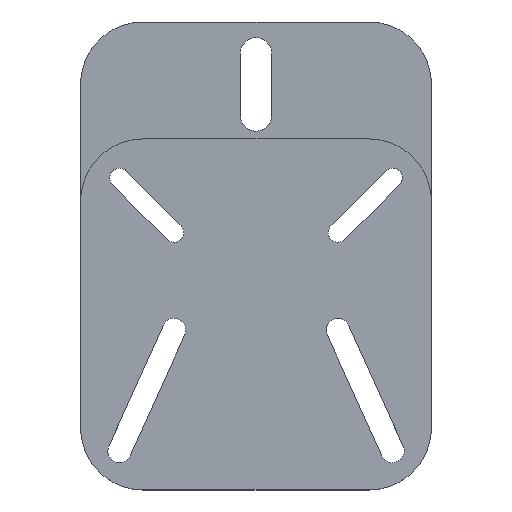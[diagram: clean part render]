
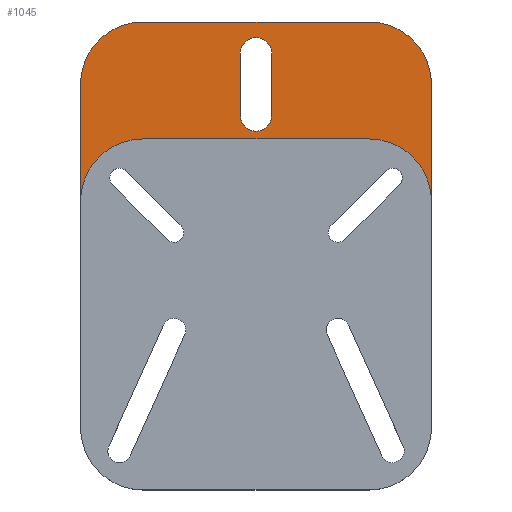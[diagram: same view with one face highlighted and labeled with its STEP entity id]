
A CAD part, top view. The second image highlights one B-rep face of the part: STEP entity #1045.
In plain terms, the highlighted planar face has unit normal (0, 0, 1).
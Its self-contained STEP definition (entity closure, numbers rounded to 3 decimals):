
#19 = VERTEX_POINT ( 'NONE', #1592 ) ;
#73 = DIRECTION ( 'NONE',  ( 0., -1., 0. ) ) ;
#83 = LINE ( 'NONE', #1875, #923 ) ;
#92 = CIRCLE ( 'NONE', #1903, 8. ) ;
#124 = PLANE ( 'NONE',  #1729 ) ;
#163 = CIRCLE ( 'NONE', #1187, 8. ) ;
#167 = FACE_OUTER_BOUND ( 'NONE', #1078, .T. ) ;
#174 = DIRECTION ( 'NONE',  ( 0., 1., 0. ) ) ;
#185 = DIRECTION ( 'NONE',  ( 0., 0., -1. ) ) ;
#189 = VECTOR ( 'NONE', #701, 1000. ) ;
#199 = ORIENTED_EDGE ( 'NONE', *, *, #1340, .F. ) ;
#222 = VERTEX_POINT ( 'NONE', #824 ) ;
#227 = DIRECTION ( 'NONE',  ( -1., 0., 0. ) ) ;
#230 = CARTESIAN_POINT ( 'NONE',  ( -14.5, 22., 4. ) ) ;
#234 = CIRCLE ( 'NONE', #1414, 2. ) ;
#251 = ORIENTED_EDGE ( 'NONE', *, *, #1701, .T. ) ;
#264 = ORIENTED_EDGE ( 'NONE', *, *, #2007, .T. ) ;
#319 = ORIENTED_EDGE ( 'NONE', *, *, #1686, .F. ) ;
#320 = CARTESIAN_POINT ( 'NONE',  ( 0., 26., 4. ) ) ;
#331 = EDGE_CURVE ( 'NONE', #880, #1922, #946, .T. ) ;
#334 = EDGE_CURVE ( 'NONE', #1155, #341, #780, .T. ) ;
#341 = VERTEX_POINT ( 'NONE', #2056 ) ;
#383 = VERTEX_POINT ( 'NONE', #1392 ) ;
#386 = LINE ( 'NONE', #1670, #1185 ) ;
#416 = LINE ( 'NONE', #884, #189 ) ;
#427 = DIRECTION ( 'NONE',  ( 1., 0., 0. ) ) ;
#430 = ORIENTED_EDGE ( 'NONE', *, *, #1395, .T. ) ;
#441 = DIRECTION ( 'NONE',  ( 1., 0., 0. ) ) ;
#445 = ORIENTED_EDGE ( 'NONE', *, *, #1577, .T. ) ;
#450 = EDGE_CURVE ( 'NONE', #504, #1922, #234, .T. ) ;
#476 = DIRECTION ( 'NONE',  ( 0., -1., 0. ) ) ;
#504 = VERTEX_POINT ( 'NONE', #1561 ) ;
#560 = CARTESIAN_POINT ( 'NONE',  ( 2., 18., 4. ) ) ;
#563 = DIRECTION ( 'NONE',  ( 1., 0., 0. ) ) ;
#600 = DIRECTION ( 'NONE',  ( 0., 0., 1. ) ) ;
#616 = DIRECTION ( 'NONE',  ( 0., 0., 1. ) ) ;
#628 = VERTEX_POINT ( 'NONE', #1008 ) ;
#650 = CARTESIAN_POINT ( 'NONE',  ( -22.5, 0., 4. ) ) ;
#701 = DIRECTION ( 'NONE',  ( 0., 1., 0. ) ) ;
#720 = CARTESIAN_POINT ( 'NONE',  ( 14.5, 22., 4. ) ) ;
#736 = EDGE_LOOP ( 'NONE', ( #1004, #199, #319, #952 ) ) ;
#748 = ORIENTED_EDGE ( 'NONE', *, *, #1940, .T. ) ;
#760 = VECTOR ( 'NONE', #174, 1000. ) ;
#777 = VERTEX_POINT ( 'NONE', #1627 ) ;
#780 = LINE ( 'NONE', #955, #1416 ) ;
#810 = EDGE_CURVE ( 'NONE', #222, #898, #967, .T. ) ;
#824 = CARTESIAN_POINT ( 'NONE',  ( -22.5, 7., 4. ) ) ;
#831 = ORIENTED_EDGE ( 'NONE', *, *, #334, .F. ) ;
#849 = VERTEX_POINT ( 'NONE', #1619 ) ;
#880 = VERTEX_POINT ( 'NONE', #1893 ) ;
#884 = CARTESIAN_POINT ( 'NONE',  ( 22.5, 0., 4. ) ) ;
#887 = CIRCLE ( 'NONE', #1695, 8. ) ;
#898 = VERTEX_POINT ( 'NONE', #1263 ) ;
#923 = VECTOR ( 'NONE', #73, 1000. ) ;
#941 = DIRECTION ( 'NONE',  ( 1., 0., 0. ) ) ;
#946 = LINE ( 'NONE', #1736, #1135 ) ;
#952 = ORIENTED_EDGE ( 'NONE', *, *, #331, .T. ) ;
#955 = CARTESIAN_POINT ( 'NONE',  ( 0., 15., 4. ) ) ;
#958 = AXIS2_PLACEMENT_3D ( 'NONE', #320, #616, #1252 ) ;
#967 = LINE ( 'NONE', #650, #760 ) ;
#982 = ORIENTED_EDGE ( 'NONE', *, *, #1852, .T. ) ;
#991 = AXIS2_PLACEMENT_3D ( 'NONE', #1784, #185, #1157 ) ;
#1004 = ORIENTED_EDGE ( 'NONE', *, *, #450, .F. ) ;
#1008 = CARTESIAN_POINT ( 'NONE',  ( 22.5, 7., 4. ) ) ;
#1045 = ADVANCED_FACE ( 'NONE', ( #2075, #167 ), #124, .T. ) ;
#1078 = EDGE_LOOP ( 'NONE', ( #264, #445, #1674, #251, #831, #982, #748, #430 ) ) ;
#1079 = DIRECTION ( 'NONE',  ( 0., 0., -1. ) ) ;
#1105 = CARTESIAN_POINT ( 'NONE',  ( -14.5, 7., 4. ) ) ;
#1107 = DIRECTION ( 'NONE',  ( -1., 0., 0. ) ) ;
#1135 = VECTOR ( 'NONE', #476, 1000. ) ;
#1155 = VERTEX_POINT ( 'NONE', #1640 ) ;
#1157 = DIRECTION ( 'NONE',  ( 1., 0., 0. ) ) ;
#1185 = VECTOR ( 'NONE', #227, 1000. ) ;
#1187 = AXIS2_PLACEMENT_3D ( 'NONE', #230, #1371, #563 ) ;
#1252 = DIRECTION ( 'NONE',  ( 1., 0., 0. ) ) ;
#1263 = CARTESIAN_POINT ( 'NONE',  ( -22.5, 22., 4. ) ) ;
#1340 = EDGE_CURVE ( 'NONE', #19, #504, #83, .T. ) ;
#1367 = DIRECTION ( 'NONE',  ( 0., 0., 1. ) ) ;
#1371 = DIRECTION ( 'NONE',  ( 0., 0., 1. ) ) ;
#1392 = CARTESIAN_POINT ( 'NONE',  ( -14.5, 30., 4. ) ) ;
#1395 = EDGE_CURVE ( 'NONE', #849, #777, #887, .T. ) ;
#1414 = AXIS2_PLACEMENT_3D ( 'NONE', #1881, #1871, #441 ) ;
#1416 = VECTOR ( 'NONE', #1107, 1000. ) ;
#1561 = CARTESIAN_POINT ( 'NONE',  ( -2., 18., 4. ) ) ;
#1577 = EDGE_CURVE ( 'NONE', #383, #898, #163, .T. ) ;
#1592 = CARTESIAN_POINT ( 'NONE',  ( -2., 26., 4. ) ) ;
#1619 = CARTESIAN_POINT ( 'NONE',  ( 22.5, 22., 4. ) ) ;
#1627 = CARTESIAN_POINT ( 'NONE',  ( 14.5, 30., 4. ) ) ;
#1640 = CARTESIAN_POINT ( 'NONE',  ( 14.5, 15., 4. ) ) ;
#1670 = CARTESIAN_POINT ( 'NONE',  ( 0., 30., 4. ) ) ;
#1674 = ORIENTED_EDGE ( 'NONE', *, *, #810, .F. ) ;
#1686 = EDGE_CURVE ( 'NONE', #880, #19, #1801, .T. ) ;
#1695 = AXIS2_PLACEMENT_3D ( 'NONE', #720, #1367, #427 ) ;
#1701 = EDGE_CURVE ( 'NONE', #222, #341, #92, .T. ) ;
#1729 = AXIS2_PLACEMENT_3D ( 'NONE', #2040, #600, #941 ) ;
#1736 = CARTESIAN_POINT ( 'NONE',  ( 2., 0., 4. ) ) ;
#1746 = DIRECTION ( 'NONE',  ( 1., 0., 0. ) ) ;
#1784 = CARTESIAN_POINT ( 'NONE',  ( 14.5, 7., 4. ) ) ;
#1801 = CIRCLE ( 'NONE', #958, 2. ) ;
#1852 = EDGE_CURVE ( 'NONE', #1155, #628, #2032, .T. ) ;
#1871 = DIRECTION ( 'NONE',  ( 0., 0., 1. ) ) ;
#1875 = CARTESIAN_POINT ( 'NONE',  ( -2., 0., 4. ) ) ;
#1881 = CARTESIAN_POINT ( 'NONE',  ( 0., 18., 4. ) ) ;
#1893 = CARTESIAN_POINT ( 'NONE',  ( 2., 26., 4. ) ) ;
#1903 = AXIS2_PLACEMENT_3D ( 'NONE', #1105, #1079, #1746 ) ;
#1922 = VERTEX_POINT ( 'NONE', #560 ) ;
#1940 = EDGE_CURVE ( 'NONE', #628, #849, #416, .T. ) ;
#2007 = EDGE_CURVE ( 'NONE', #777, #383, #386, .T. ) ;
#2032 = CIRCLE ( 'NONE', #991, 8. ) ;
#2040 = CARTESIAN_POINT ( 'NONE',  ( 0., 0., 4. ) ) ;
#2056 = CARTESIAN_POINT ( 'NONE',  ( -14.5, 15., 4. ) ) ;
#2075 = FACE_BOUND ( 'NONE', #736, .T. ) ;
